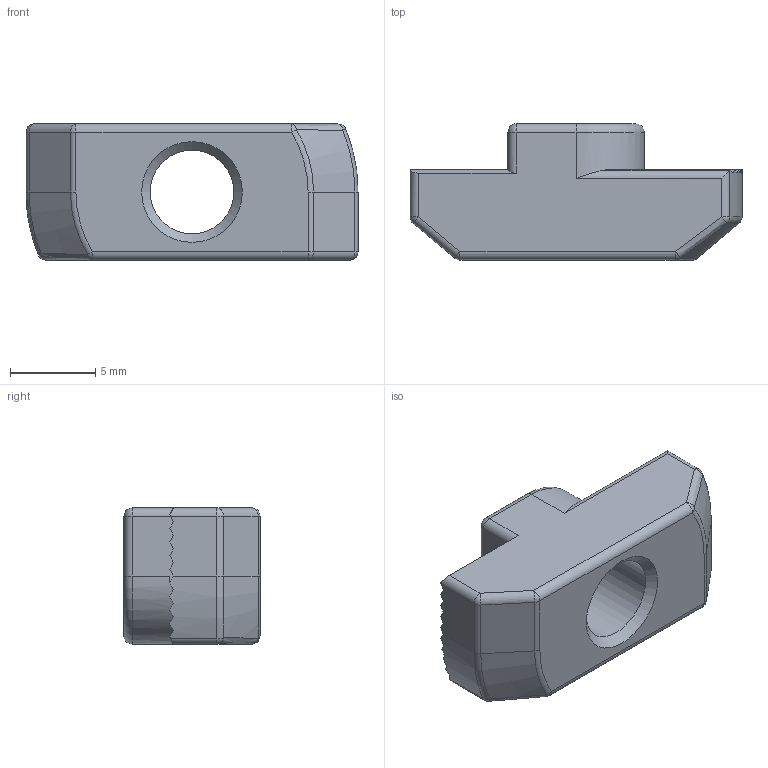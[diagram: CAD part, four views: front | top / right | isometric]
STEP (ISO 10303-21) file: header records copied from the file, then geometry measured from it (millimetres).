
FILE_DESCRIPTION(/* description */ ('CURSORE M6 8X19,5 CAVA8 MARTELLO ZINC'),/* implementation_level */ '2;1');
FILE_NAME(/* name */ 'DDDCU0000091.stp',/* time_stamp */ '2018-10-31T12:05:16+01:00',/* author */ ('fzagni'),/* organization */ (''),/* preprocessor_version */ 'ST-DEVELOPER v16.1',/* originating_system */ 'Autodesk Inventor 2016',/* authorisation */ '');
FILE_SCHEMA (('AUTOMOTIVE_DESIGN { 1 0 10303 214 3 1 1 }'));
Length unit declared in the file: millimetre
Products named in the file (1): DDDCU0000091
Bounding box: 19.5 x 8 x 8 mm (x, y, z)
Volume: 747.3 mm3; surface area: 695.8 mm2
Topology: 1 solids, 1 shells, 99 faces, 246 edges, 149 vertices
Faces by surface type: plane 52, cylinder 25, sphere 10, torus 6, cone 4, bspline 2
Full cylindrical faces by diameter (mm): 4.917 x1
Entity records: 2970 total; most frequent: CARTESIAN_POINT 545, DIRECTION 540, ORIENTED_EDGE 484, EDGE_CURVE 242, AXIS2_PLACEMENT_3D 205, VERTEX_POINT 148, LINE 130, VECTOR 130
